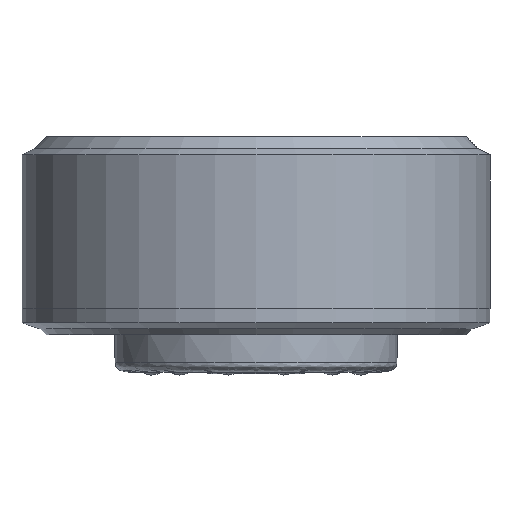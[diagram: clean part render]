
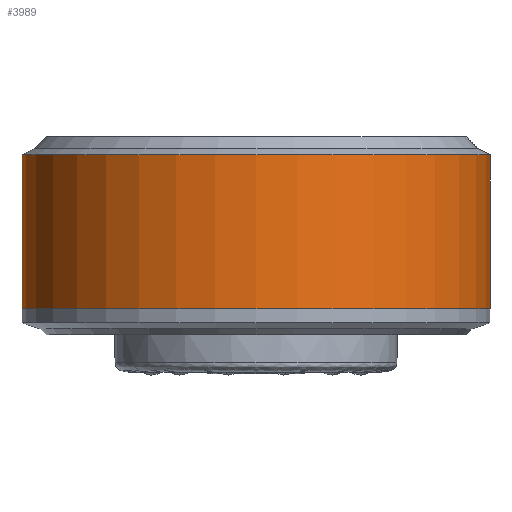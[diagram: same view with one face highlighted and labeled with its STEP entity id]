
A CAD part, left-side view. The second image highlights one B-rep face of the part: STEP entity #3989.
In plain terms, the highlighted cylindrical face has radius 19.5 mm (diameter 39 mm), a partial arc.
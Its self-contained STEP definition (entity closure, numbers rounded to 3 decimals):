
#57=CARTESIAN_POINT('',(-31.,0.,0.));
#58=DIRECTION('',(0.,0.,-1.));
#59=DIRECTION('',(0.,-1.,0.));
#60=AXIS2_PLACEMENT_3D('',#57,#58,#59);
#93=CARTESIAN_POINT('',(-31.,0.,12.8));
#94=DIRECTION('',(0.,0.,-1.));
#95=DIRECTION('',(0.,-1.,0.));
#96=AXIS2_PLACEMENT_3D('',#93,#94,#95);
#98=DIRECTION('',(0.,0.,-1.));
#99=VECTOR('',#98,12.8);
#100=CARTESIAN_POINT('',(-31.,19.5,12.8));
#101=LINE('',#100,#99);
#1688=DIRECTION('',(0.,0.,-1.));
#1689=VECTOR('',#1688,12.8);
#1690=CARTESIAN_POINT('',(-31.,-19.5,
12.8));
#1691=LINE('',#1690,#1689);
#3096=CARTESIAN_POINT('',(-31.,-19.5,0.));
#3097=CARTESIAN_POINT('',(-31.,19.5,0.));
#3098=VERTEX_POINT('',#3096);
#3099=VERTEX_POINT('',#3097);
#3324=CARTESIAN_POINT('',(-31.,-19.5,12.8));
#3325=CARTESIAN_POINT('',(-31.,19.5,12.8));
#3326=VERTEX_POINT('',#3324);
#3327=VERTEX_POINT('',#3325);
#3975=CARTESIAN_POINT('',(-31.,0.,0.));
#3976=DIRECTION('',(0.,0.,1.));
#3977=DIRECTION('',(1.,0.,0.));
#3978=AXIS2_PLACEMENT_3D('',#3975,#3976,#3977);
#3979=CYLINDRICAL_SURFACE('',#3978,19.5);
#3981=ORIENTED_EDGE('',*,*,#3980,.F.);
#3983=ORIENTED_EDGE('',*,*,#3982,.T.);
#3984=ORIENTED_EDGE('',*,*,#3954,.T.);
#3986=ORIENTED_EDGE('',*,*,#3985,.F.);
#3987=EDGE_LOOP('',(#3981,#3983,#3984,#3986));
#3988=FACE_OUTER_BOUND('',#3987,.F.);
#61=CIRCLE('',#60,19.5);
#97=CIRCLE('',#96,19.5);
#3954=EDGE_CURVE('',#3098,#3099,#61,.T.);
#3980=EDGE_CURVE('',#3326,#3327,#97,.T.);
#3982=EDGE_CURVE('',#3326,#3098,#1691,.T.);
#3985=EDGE_CURVE('',#3327,#3099,#101,.T.);
#3989=ADVANCED_FACE('',(#3988),#3979,.T.);
